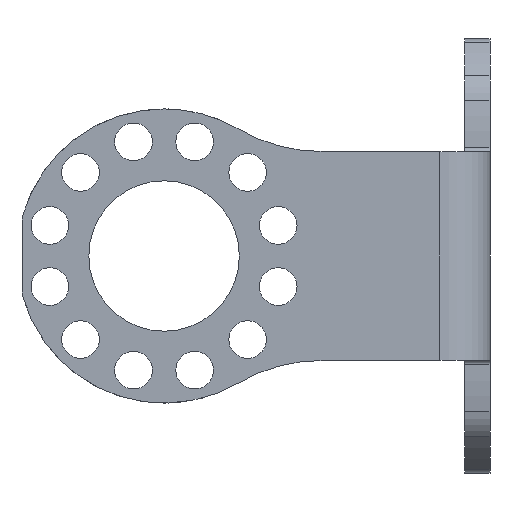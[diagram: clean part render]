
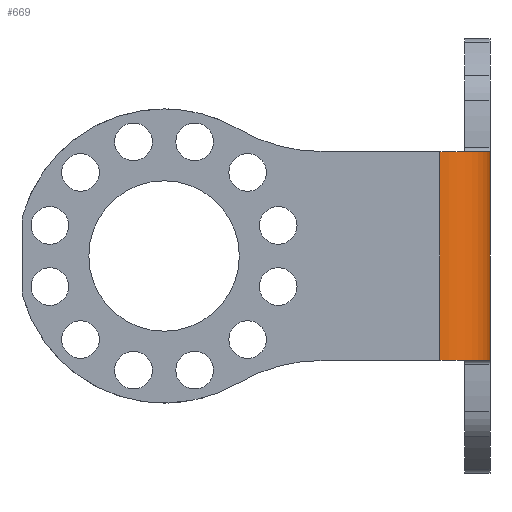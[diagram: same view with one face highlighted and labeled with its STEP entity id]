
A CAD part, left-side view. The second image highlights one B-rep face of the part: STEP entity #669.
In plain terms, the highlighted cylindrical face has radius 6 mm (diameter 12 mm), a partial arc.
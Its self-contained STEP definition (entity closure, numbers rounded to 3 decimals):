
#4 = EDGE_CURVE ( 'NONE', #2804, #3720, #3089, .T. ) ;
#142 = DIRECTION ( 'NONE',  ( -1., 0., 0. ) ) ;
#351 = CARTESIAN_POINT ( 'NONE',  ( -24.1, -3., -12.5 ) ) ;
#436 = AXIS2_PLACEMENT_3D ( 'NONE', #2696, #2094, #840 ) ;
#536 = DIRECTION ( 'NONE',  ( 0., 0., -1. ) ) ;
#552 = LINE ( 'NONE', #2413, #650 ) ;
#650 = VECTOR ( 'NONE', #536, 1000. ) ;
#669 = ADVANCED_FACE ( 'NONE', ( #1897 ), #2335, .T. ) ;
#840 = DIRECTION ( 'NONE',  ( 1., 0., 0. ) ) ;
#873 = CARTESIAN_POINT ( 'NONE',  ( -24.1, 3., -12.5 ) ) ;
#1178 = DIRECTION ( 'NONE',  ( 1., 0., 0. ) ) ;
#1260 = ORIENTED_EDGE ( 'NONE', *, *, #2205, .T. ) ;
#1335 = CARTESIAN_POINT ( 'NONE',  ( -30.1, 3., 12.5 ) ) ;
#1380 = LINE ( 'NONE', #1335, #3052 ) ;
#1430 = ORIENTED_EDGE ( 'NONE', *, *, #4, .F. ) ;
#1467 = CARTESIAN_POINT ( 'NONE',  ( -30.1, 3., 12.5 ) ) ;
#1720 = DIRECTION ( 'NONE',  ( 0., 0., -1. ) ) ;
#1895 = CARTESIAN_POINT ( 'NONE',  ( -30.1, 3., -12.5 ) ) ;
#1897 = FACE_OUTER_BOUND ( 'NONE', #2476, .T. ) ;
#1995 = ORIENTED_EDGE ( 'NONE', *, *, #3787, .T. ) ;
#2079 = VERTEX_POINT ( 'NONE', #1895 ) ;
#2094 = DIRECTION ( 'NONE',  ( 0., 0., 1. ) ) ;
#2125 = VERTEX_POINT ( 'NONE', #351 ) ;
#2205 = EDGE_CURVE ( 'NONE', #2804, #2079, #1380, .T. ) ;
#2281 = DIRECTION ( 'NONE',  ( 0., 0., -1. ) ) ;
#2335 = CYLINDRICAL_SURFACE ( 'NONE', #2676, 6. ) ;
#2371 = CARTESIAN_POINT ( 'NONE',  ( -24.1, -3., 12.5 ) ) ;
#2413 = CARTESIAN_POINT ( 'NONE',  ( -24.1, -3., 12.5 ) ) ;
#2476 = EDGE_LOOP ( 'NONE', ( #1995, #2979, #1430, #1260 ) ) ;
#2676 = AXIS2_PLACEMENT_3D ( 'NONE', #3276, #1720, #142 ) ;
#2696 = CARTESIAN_POINT ( 'NONE',  ( -24.1, 3., 12.5 ) ) ;
#2804 = VERTEX_POINT ( 'NONE', #1467 ) ;
#2933 = CIRCLE ( 'NONE', #2972, 6. ) ;
#2972 = AXIS2_PLACEMENT_3D ( 'NONE', #873, #3050, #1178 ) ;
#2979 = ORIENTED_EDGE ( 'NONE', *, *, #3761, .F. ) ;
#3050 = DIRECTION ( 'NONE',  ( 0., 0., 1. ) ) ;
#3052 = VECTOR ( 'NONE', #2281, 1000. ) ;
#3089 = CIRCLE ( 'NONE', #436, 6. ) ;
#3276 = CARTESIAN_POINT ( 'NONE',  ( -24.1, 3., 12.5 ) ) ;
#3720 = VERTEX_POINT ( 'NONE', #2371 ) ;
#3761 = EDGE_CURVE ( 'NONE', #3720, #2125, #552, .T. ) ;
#3787 = EDGE_CURVE ( 'NONE', #2079, #2125, #2933, .T. ) ;
